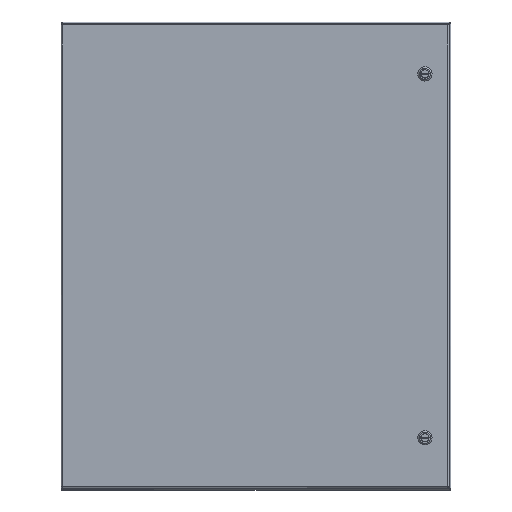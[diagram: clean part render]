
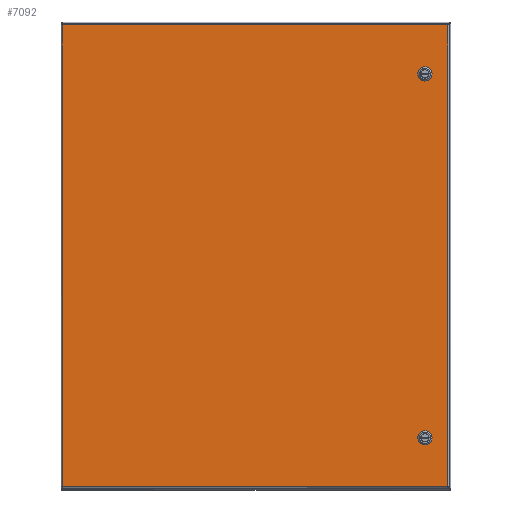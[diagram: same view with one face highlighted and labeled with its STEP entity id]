
A CAD part, top view. The second image highlights one B-rep face of the part: STEP entity #7092.
In plain terms, the highlighted face is planar.
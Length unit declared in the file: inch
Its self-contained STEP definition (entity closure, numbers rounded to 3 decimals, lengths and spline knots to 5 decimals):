
#5017=CARTESIAN_POINT('',(2.08762,4.275,0.0));
#5018=VERTEX_POINT('',#5017);
#5025=CARTESIAN_POINT('',(2.275,4.08762,0.0));
#5026=VERTEX_POINT('',#5025);
#5027=CARTESIAN_POINT('',(1.875,3.875,0.0));
#5028=DIRECTION('',(0.0,0.0,1.0));
#5029=DIRECTION('',(-0.469,-0.883,0.0));
#5030=AXIS2_PLACEMENT_3D('',#5027,#5028,#5029);
#5031=CIRCLE('',#5030,0.453);
#5032=EDGE_CURVE('',#5026,#5018,#5031,.T.);
#5057=CARTESIAN_POINT('',(2.275,3.66238,0.0));
#5058=VERTEX_POINT('',#5057);
#5059=CARTESIAN_POINT('',(2.275,3.66238,0.0));
#5060=DIRECTION('',(0.0,1.0,0.0));
#5061=VECTOR('',#5060,0.42525);
#5062=LINE('',#5059,#5061);
#5063=EDGE_CURVE('',#5058,#5026,#5062,.T.);
#5089=CARTESIAN_POINT('',(2.08762,3.475,0.0));
#5090=VERTEX_POINT('',#5089);
#5091=CARTESIAN_POINT('',(1.875,3.875,0.0));
#5092=DIRECTION('',(0.0,0.0,1.0));
#5093=DIRECTION('',(-0.883,0.469,0.0));
#5094=AXIS2_PLACEMENT_3D('',#5091,#5092,#5093);
#5095=CIRCLE('',#5094,0.453);
#5096=EDGE_CURVE('',#5090,#5058,#5095,.T.);
#5121=CARTESIAN_POINT('',(1.66238,3.475,0.0));
#5122=VERTEX_POINT('',#5121);
#5123=CARTESIAN_POINT('',(1.66238,3.475,0.0));
#5124=DIRECTION('',(1.0,0.0,0.0));
#5125=VECTOR('',#5124,0.42525);
#5126=LINE('',#5123,#5125);
#5127=EDGE_CURVE('',#5122,#5090,#5126,.T.);
#5153=CARTESIAN_POINT('',(1.475,3.66238,0.0));
#5154=VERTEX_POINT('',#5153);
#5155=CARTESIAN_POINT('',(1.875,3.875,0.0));
#5156=DIRECTION('',(0.0,0.0,1.0));
#5157=DIRECTION('',(0.469,0.883,0.0));
#5158=AXIS2_PLACEMENT_3D('',#5155,#5156,#5157);
#5159=CIRCLE('',#5158,0.453);
#5160=EDGE_CURVE('',#5154,#5122,#5159,.T.);
#5185=CARTESIAN_POINT('',(1.475,4.08762,0.0));
#5186=VERTEX_POINT('',#5185);
#5187=CARTESIAN_POINT('',(1.475,4.08762,0.0));
#5188=DIRECTION('',(0.0,-1.0,0.0));
#5189=VECTOR('',#5188,0.42525);
#5190=LINE('',#5187,#5189);
#5191=EDGE_CURVE('',#5186,#5154,#5190,.T.);
#5217=CARTESIAN_POINT('',(1.66238,4.275,0.0));
#5218=VERTEX_POINT('',#5217);
#5219=CARTESIAN_POINT('',(1.875,3.875,0.0));
#5220=DIRECTION('',(0.0,0.0,1.0));
#5221=DIRECTION('',(0.883,-0.469,0.0));
#5222=AXIS2_PLACEMENT_3D('',#5219,#5220,#5221);
#5223=CIRCLE('',#5222,0.453);
#5224=EDGE_CURVE('',#5218,#5186,#5223,.T.);
#5247=CARTESIAN_POINT('',(2.08762,4.275,0.0));
#5248=DIRECTION('',(-1.0,0.0,0.0));
#5249=VECTOR('',#5248,0.42525);
#5250=LINE('',#5247,#5249);
#5251=EDGE_CURVE('',#5018,#5218,#5250,.T.);
#5273=CARTESIAN_POINT('',(2.08762,32.275,0.0));
#5274=VERTEX_POINT('',#5273);
#5281=CARTESIAN_POINT('',(2.275,32.08762,0.0));
#5282=VERTEX_POINT('',#5281);
#5283=CARTESIAN_POINT('',(1.875,31.875,0.0));
#5284=DIRECTION('',(0.0,0.0,1.0));
#5285=DIRECTION('',(-0.469,-0.883,0.0));
#5286=AXIS2_PLACEMENT_3D('',#5283,#5284,#5285);
#5287=CIRCLE('',#5286,0.453);
#5288=EDGE_CURVE('',#5282,#5274,#5287,.T.);
#5313=CARTESIAN_POINT('',(2.275,31.66238,0.0));
#5314=VERTEX_POINT('',#5313);
#5315=CARTESIAN_POINT('',(2.275,31.66238,0.0));
#5316=DIRECTION('',(0.0,1.0,0.0));
#5317=VECTOR('',#5316,0.42525);
#5318=LINE('',#5315,#5317);
#5319=EDGE_CURVE('',#5314,#5282,#5318,.T.);
#5345=CARTESIAN_POINT('',(2.08762,31.475,0.0));
#5346=VERTEX_POINT('',#5345);
#5347=CARTESIAN_POINT('',(1.875,31.875,0.0));
#5348=DIRECTION('',(0.0,0.0,1.0));
#5349=DIRECTION('',(-0.883,0.469,0.0));
#5350=AXIS2_PLACEMENT_3D('',#5347,#5348,#5349);
#5351=CIRCLE('',#5350,0.453);
#5352=EDGE_CURVE('',#5346,#5314,#5351,.T.);
#5377=CARTESIAN_POINT('',(1.66238,31.475,0.0));
#5378=VERTEX_POINT('',#5377);
#5379=CARTESIAN_POINT('',(1.66238,31.475,0.0));
#5380=DIRECTION('',(1.0,0.0,0.0));
#5381=VECTOR('',#5380,0.42525);
#5382=LINE('',#5379,#5381);
#5383=EDGE_CURVE('',#5378,#5346,#5382,.T.);
#5409=CARTESIAN_POINT('',(1.475,31.66238,0.0));
#5410=VERTEX_POINT('',#5409);
#5411=CARTESIAN_POINT('',(1.875,31.875,0.0));
#5412=DIRECTION('',(0.0,0.0,1.0));
#5413=DIRECTION('',(0.469,0.883,0.0));
#5414=AXIS2_PLACEMENT_3D('',#5411,#5412,#5413);
#5415=CIRCLE('',#5414,0.453);
#5416=EDGE_CURVE('',#5410,#5378,#5415,.T.);
#5441=CARTESIAN_POINT('',(1.475,32.08762,0.0));
#5442=VERTEX_POINT('',#5441);
#5443=CARTESIAN_POINT('',(1.475,32.08762,0.0));
#5444=DIRECTION('',(0.0,-1.0,0.0));
#5445=VECTOR('',#5444,0.42525);
#5446=LINE('',#5443,#5445);
#5447=EDGE_CURVE('',#5442,#5410,#5446,.T.);
#5473=CARTESIAN_POINT('',(1.66238,32.275,0.0));
#5474=VERTEX_POINT('',#5473);
#5475=CARTESIAN_POINT('',(1.875,31.875,0.0));
#5476=DIRECTION('',(0.0,0.0,1.0));
#5477=DIRECTION('',(0.883,-0.469,0.0));
#5478=AXIS2_PLACEMENT_3D('',#5475,#5476,#5477);
#5479=CIRCLE('',#5478,0.453);
#5480=EDGE_CURVE('',#5474,#5442,#5479,.T.);
#5503=CARTESIAN_POINT('',(2.08762,32.275,0.0));
#5504=DIRECTION('',(-1.0,0.0,0.0));
#5505=VECTOR('',#5504,0.42525);
#5506=LINE('',#5503,#5505);
#5507=EDGE_CURVE('',#5274,#5474,#5506,.T.);
#6090=CARTESIAN_POINT('',(29.76975,0.10525,0.));
#6091=VERTEX_POINT('',#6090);
#6102=CARTESIAN_POINT('',(29.76975,35.64475,0.));
#6103=VERTEX_POINT('',#6102);
#6104=CARTESIAN_POINT('',(29.76975,35.64475,0.0));
#6105=DIRECTION('',(0.0,-1.0,0.0));
#6106=VECTOR('',#6105,35.5395);
#6107=LINE('',#6104,#6106);
#6108=EDGE_CURVE('',#6103,#6091,#6107,.T.);
#6260=CARTESIAN_POINT('',(0.10525,0.10525,0.));
#6261=VERTEX_POINT('',#6260);
#6272=CARTESIAN_POINT('',(29.76975,0.10525,0.0));
#6273=DIRECTION('',(-1.0,0.0,0.0));
#6274=VECTOR('',#6273,29.6645);
#6275=LINE('',#6272,#6274);
#6276=EDGE_CURVE('',#6091,#6261,#6275,.T.);
#6537=CARTESIAN_POINT('',(0.10525,35.64475,0.));
#6538=VERTEX_POINT('',#6537);
#6549=CARTESIAN_POINT('',(0.10525,0.10525,0.0));
#6550=DIRECTION('',(0.0,1.0,0.0));
#6551=VECTOR('',#6550,35.5395);
#6552=LINE('',#6549,#6551);
#6553=EDGE_CURVE('',#6261,#6538,#6552,.T.);
#6818=CARTESIAN_POINT('',(0.10525,35.64475,0.0));
#6819=DIRECTION('',(1.0,0.0,0.0));
#6820=VECTOR('',#6819,29.6645);
#6821=LINE('',#6818,#6820);
#6822=EDGE_CURVE('',#6538,#6103,#6821,.T.);
#7061=CARTESIAN_POINT('',(14.9375,17.875,0.0));
#7062=DIRECTION('',(0.0,0.0,1.0));
#7063=DIRECTION('',(1.0,0.0,0.0));
#7064=AXIS2_PLACEMENT_3D('',#7061,#7062,#7063);
#7065=PLANE('',#7064);
#7066=ORIENTED_EDGE('',*,*,#6108,.T.);
#7067=ORIENTED_EDGE('',*,*,#6276,.T.);
#7068=ORIENTED_EDGE('',*,*,#6553,.T.);
#7069=ORIENTED_EDGE('',*,*,#6822,.T.);
#7070=EDGE_LOOP('',(#7066,#7067,#7068,#7069));
#7071=FACE_OUTER_BOUND('',#7070,.T.);
#7072=ORIENTED_EDGE('',*,*,#5032,.T.);
#7073=ORIENTED_EDGE('',*,*,#5251,.T.);
#7074=ORIENTED_EDGE('',*,*,#5224,.T.);
#7075=ORIENTED_EDGE('',*,*,#5191,.T.);
#7076=ORIENTED_EDGE('',*,*,#5160,.T.);
#7077=ORIENTED_EDGE('',*,*,#5127,.T.);
#7078=ORIENTED_EDGE('',*,*,#5096,.T.);
#7079=ORIENTED_EDGE('',*,*,#5063,.T.);
#7080=EDGE_LOOP('',(#7072,#7073,#7074,#7075,#7076,#7077,#7078,#7079));
#7081=FACE_BOUND('',#7080,.T.);
#7082=ORIENTED_EDGE('',*,*,#5288,.T.);
#7083=ORIENTED_EDGE('',*,*,#5507,.T.);
#7084=ORIENTED_EDGE('',*,*,#5480,.T.);
#7085=ORIENTED_EDGE('',*,*,#5447,.T.);
#7086=ORIENTED_EDGE('',*,*,#5416,.T.);
#7087=ORIENTED_EDGE('',*,*,#5383,.T.);
#7088=ORIENTED_EDGE('',*,*,#5352,.T.);
#7089=ORIENTED_EDGE('',*,*,#5319,.T.);
#7090=EDGE_LOOP('',(#7082,#7083,#7084,#7085,#7086,#7087,#7088,#7089));
#7091=FACE_BOUND('',#7090,.T.);
#7092=ADVANCED_FACE('',(#7071,#7081,#7091),#7065,.F.);
